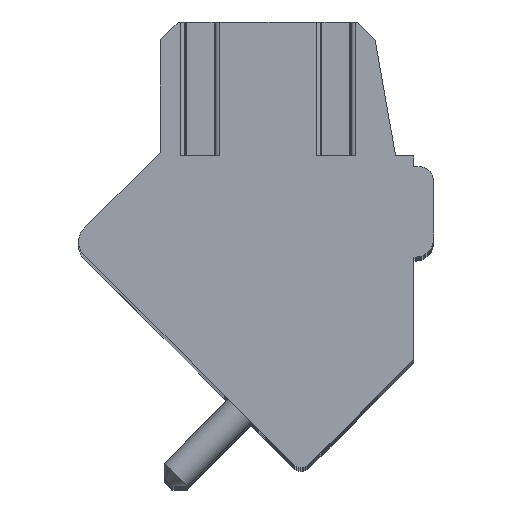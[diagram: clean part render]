
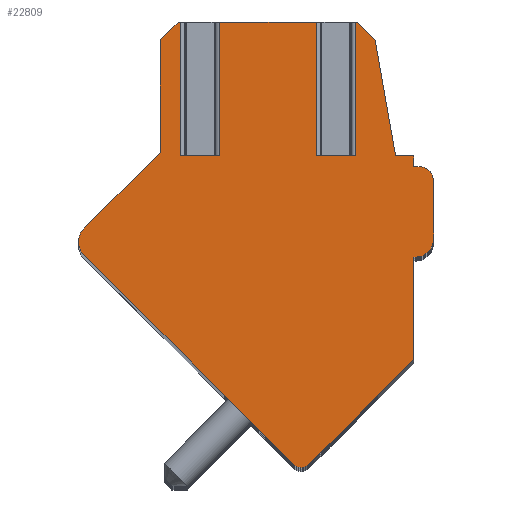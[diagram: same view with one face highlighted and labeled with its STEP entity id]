
A CAD part, top view. The second image highlights one B-rep face of the part: STEP entity #22809.
In plain terms, the highlighted planar face has unit normal (0, 0, 1).
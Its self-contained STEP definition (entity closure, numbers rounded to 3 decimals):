
#2864=DIRECTION('',(0.707,-0.707,0.));
#2865=VECTOR('',#2864,8.2);
#2866=CARTESIAN_POINT('',(-4.761,0.072,1.75));
#2867=LINE('',#2866,#2865);
#3312=DIRECTION('',(1.,0.,0.));
#3313=VECTOR('',#3312,1.07);
#3314=CARTESIAN_POINT('',(1.673,2.8,1.75));
#3315=LINE('',#3314,#3313);
#3316=DIRECTION('',(0.,1.,0.));
#3317=VECTOR('',#3316,3.7);
#3318=CARTESIAN_POINT('',(2.743,2.8,1.75));
#3319=LINE('',#3318,#3317);
#3320=DIRECTION('',(-1.,0.,0.));
#3321=VECTOR('',#3320,0.068);
#3322=CARTESIAN_POINT('',(2.811,6.5,1.75));
#3323=LINE('',#3322,#3321);
#3324=DIRECTION('',(-0.707,0.707,0.));
#3325=VECTOR('',#3324,0.677);
#3326=CARTESIAN_POINT('',(3.29,6.021,1.75));
#3327=LINE('',#3326,#3325);
#3328=DIRECTION('',(-0.174,0.985,0.));
#3329=VECTOR('',#3328,3.271);
#3330=CARTESIAN_POINT('',(3.858,2.8,1.75));
#3331=LINE('',#3330,#3329);
#3332=DIRECTION('',(-1.,0.,0.));
#3333=VECTOR('',#3332,0.5);
#3334=CARTESIAN_POINT('',(4.358,2.8,1.75));
#3335=LINE('',#3334,#3333);
#3336=DIRECTION('',(0.,1.,0.));
#3337=VECTOR('',#3336,0.3);
#3338=CARTESIAN_POINT('',(4.358,2.5,1.75));
#3339=LINE('',#3338,#3337);
#3340=DIRECTION('',(-1.,0.,0.));
#3341=VECTOR('',#3340,0.15);
#3342=CARTESIAN_POINT('',(4.508,2.5,1.75));
#3343=LINE('',#3342,#3341);
#3344=CARTESIAN_POINT('',(4.508,2.1,1.75));
#3345=DIRECTION('',(0.,0.,1.));
#3346=DIRECTION('',(1.,0.,0.));
#3347=AXIS2_PLACEMENT_3D('',#3344,#3345,#3346);
#3349=DIRECTION('',(0.,1.,0.));
#3350=VECTOR('',#3349,1.6);
#3351=CARTESIAN_POINT('',(4.908,0.5,1.75));
#3352=LINE('',#3351,#3350);
#3353=CARTESIAN_POINT('',(4.408,0.5,1.75));
#3354=DIRECTION('',(0.,0.,1.));
#3355=DIRECTION('',(0.,-1.,0.));
#3356=AXIS2_PLACEMENT_3D('',#3353,#3354,#3355);
#3358=DIRECTION('',(1.,0.,0.));
#3359=VECTOR('',#3358,0.05);
#3360=CARTESIAN_POINT('',(4.358,0.,1.75));
#3361=LINE('',#3360,#3359);
#3362=DIRECTION('',(0.,1.,0.));
#3363=VECTOR('',#3362,2.83);
#3364=CARTESIAN_POINT('',(4.358,-2.83,1.75));
#3365=LINE('',#3364,#3363);
#3366=DIRECTION('',(0.707,0.707,0.));
#3367=VECTOR('',#3366,4.096);
#3368=CARTESIAN_POINT('',(1.461,-5.727,1.75));
#3369=LINE('',#3368,#3367);
#3370=CARTESIAN_POINT('',(1.249,-5.515,1.75));
#3371=DIRECTION('',(0.,0.,1.));
#3372=DIRECTION('',(-0.707,-0.707,0.));
#3373=AXIS2_PLACEMENT_3D('',#3370,#3371,#3372);
#3375=CARTESIAN_POINT('',(-4.408,0.425,1.75));
#3376=DIRECTION('',(0.,0.,1.));
#3377=DIRECTION('',(-0.707,0.707,0.));
#3378=AXIS2_PLACEMENT_3D('',#3375,#3376,#3377);
#3380=DIRECTION('',(-0.707,-0.707,0.));
#3381=VECTOR('',#3380,2.997);
#3382=CARTESIAN_POINT('',(-2.642,2.898,1.75));
#3383=LINE('',#3382,#3381);
#3384=DIRECTION('',(0.,-1.,0.));
#3385=VECTOR('',#3384,3.111);
#3386=CARTESIAN_POINT('',(-2.642,6.009,1.75));
#3387=LINE('',#3386,#3385);
#3388=DIRECTION('',(-0.707,-0.707,0.));
#3389=VECTOR('',#3388,0.694);
#3390=CARTESIAN_POINT('',(-2.151,6.5,1.75));
#3391=LINE('',#3390,#3389);
#3392=DIRECTION('',(-1.,0.,0.));
#3393=VECTOR('',#3392,0.074);
#3394=CARTESIAN_POINT('',(-2.077,6.5,1.75));
#3395=LINE('',#3394,#3393);
#3396=DIRECTION('',(0.,1.,0.));
#3397=VECTOR('',#3396,3.7);
#3398=CARTESIAN_POINT('',(-2.077,2.8,1.75));
#3399=LINE('',#3398,#3397);
#3400=DIRECTION('',(1.,0.,0.));
#3401=VECTOR('',#3400,1.07);
#3402=CARTESIAN_POINT('',(-2.077,2.8,1.75));
#3403=LINE('',#3402,#3401);
#3404=DIRECTION('',(0.,1.,0.));
#3405=VECTOR('',#3404,3.7);
#3406=CARTESIAN_POINT('',(-1.007,2.8,1.75));
#3407=LINE('',#3406,#3405);
#3408=DIRECTION('',(-1.,0.,0.));
#3409=VECTOR('',#3408,2.68);
#3410=CARTESIAN_POINT('',(1.673,6.5,1.75));
#3411=LINE('',#3410,#3409);
#3412=DIRECTION('',(0.,1.,0.));
#3413=VECTOR('',#3412,3.7);
#3414=CARTESIAN_POINT('',(1.673,2.8,1.75));
#3415=LINE('',#3414,#3413);
#14897=CARTESIAN_POINT('',(1.673,2.8,1.75));
#14898=CARTESIAN_POINT('',(2.743,2.8,1.75));
#14899=VERTEX_POINT('',#14897);
#14900=VERTEX_POINT('',#14898);
#14901=CARTESIAN_POINT('',(2.743,6.5,1.75));
#14902=VERTEX_POINT('',#14901);
#14903=CARTESIAN_POINT('',(1.673,6.5,1.75));
#14904=VERTEX_POINT('',#14903);
#14917=CARTESIAN_POINT('',(-2.077,2.8,1.75));
#14918=CARTESIAN_POINT('',(-1.007,2.8,1.75));
#14919=VERTEX_POINT('',#14917);
#14920=VERTEX_POINT('',#14918);
#14921=CARTESIAN_POINT('',(-1.007,6.5,1.75));
#14922=VERTEX_POINT('',#14921);
#14923=CARTESIAN_POINT('',(-2.077,6.5,1.75));
#14924=VERTEX_POINT('',#14923);
#15015=CARTESIAN_POINT('',(1.037,-5.727,1.75));
#15016=CARTESIAN_POINT('',(1.461,-5.727,1.75));
#15017=VERTEX_POINT('',#15015);
#15018=VERTEX_POINT('',#15016);
#15019=CARTESIAN_POINT('',(4.358,-2.83,1.75));
#15020=VERTEX_POINT('',#15019);
#15021=CARTESIAN_POINT('',(4.358,0.,1.75));
#15022=VERTEX_POINT('',#15021);
#15023=CARTESIAN_POINT('',(4.408,0.,1.75));
#15024=VERTEX_POINT('',#15023);
#15025=CARTESIAN_POINT('',(4.908,0.5,1.75));
#15026=VERTEX_POINT('',#15025);
#15027=CARTESIAN_POINT('',(4.908,2.1,1.75));
#15028=VERTEX_POINT('',#15027);
#15029=CARTESIAN_POINT('',(4.508,2.5,1.75));
#15030=VERTEX_POINT('',#15029);
#15031=CARTESIAN_POINT('',(4.358,2.5,1.75));
#15032=VERTEX_POINT('',#15031);
#15033=CARTESIAN_POINT('',(4.358,2.8,1.75));
#15034=VERTEX_POINT('',#15033);
#15035=CARTESIAN_POINT('',(3.858,2.8,1.75));
#15036=VERTEX_POINT('',#15035);
#15037=CARTESIAN_POINT('',(3.29,6.021,1.75));
#15038=VERTEX_POINT('',#15037);
#15039=CARTESIAN_POINT('',(2.811,6.5,1.75));
#15040=VERTEX_POINT('',#15039);
#15041=CARTESIAN_POINT('',(-2.151,6.5,1.75));
#15042=CARTESIAN_POINT('',(-2.642,6.009,1.75));
#15043=VERTEX_POINT('',#15041);
#15044=VERTEX_POINT('',#15042);
#15045=CARTESIAN_POINT('',(-4.761,0.779,1.75));
#15046=CARTESIAN_POINT('',(-4.761,0.072,1.75));
#15047=VERTEX_POINT('',#15045);
#15048=VERTEX_POINT('',#15046);
#15053=CARTESIAN_POINT('',(-2.642,2.898,1.75));
#15055=VERTEX_POINT('',#15053);
#22766=CARTESIAN_POINT('',(0.,0.,1.75));
#22767=DIRECTION('',(0.,0.,1.));
#22768=DIRECTION('',(1.,0.,0.));
#22769=AXIS2_PLACEMENT_3D('',#22766,#22767,#22768);
#22770=PLANE('',#22769);
#22772=ORIENTED_EDGE('',*,*,#22771,.T.);
#22774=ORIENTED_EDGE('',*,*,#22773,.T.);
#22775=ORIENTED_EDGE('',*,*,#19152,.F.);
#22776=ORIENTED_EDGE('',*,*,#19422,.F.);
#22777=ORIENTED_EDGE('',*,*,#19436,.F.);
#22778=ORIENTED_EDGE('',*,*,#19450,.F.);
#22779=ORIENTED_EDGE('',*,*,#19607,.F.);
#22780=ORIENTED_EDGE('',*,*,#19623,.F.);
#22781=ORIENTED_EDGE('',*,*,#20310,.F.);
#22782=ORIENTED_EDGE('',*,*,#20592,.F.);
#22783=ORIENTED_EDGE('',*,*,#20874,.F.);
#22784=ORIENTED_EDGE('',*,*,#21156,.F.);
#22785=ORIENTED_EDGE('',*,*,#21445,.F.);
#22786=ORIENTED_EDGE('',*,*,#22167,.F.);
#22787=ORIENTED_EDGE('',*,*,#22401,.F.);
#22788=ORIENTED_EDGE('',*,*,#22218,.F.);
#22790=ORIENTED_EDGE('',*,*,#22789,.F.);
#22792=ORIENTED_EDGE('',*,*,#22791,.F.);
#22794=ORIENTED_EDGE('',*,*,#22793,.F.);
#22796=ORIENTED_EDGE('',*,*,#22795,.F.);
#22797=ORIENTED_EDGE('',*,*,#19184,.F.);
#22799=ORIENTED_EDGE('',*,*,#22798,.F.);
#22801=ORIENTED_EDGE('',*,*,#22800,.T.);
#22803=ORIENTED_EDGE('',*,*,#22802,.T.);
#22804=ORIENTED_EDGE('',*,*,#19168,.F.);
#22806=ORIENTED_EDGE('',*,*,#22805,.F.);
#22807=EDGE_LOOP('',(#22772,#22774,#22775,#22776,#22777,#22778,#22779,#22780,
#22781,#22782,#22783,#22784,#22785,#22786,#22787,#22788,#22790,#22792,#22794,
#22796,#22797,#22799,#22801,#22803,#22804,#22806));
#22808=FACE_OUTER_BOUND('',#22807,.F.);
#3348=CIRCLE('',#3347,0.4);
#3357=CIRCLE('',#3356,0.5);
#3374=CIRCLE('',#3373,0.3);
#3379=CIRCLE('',#3378,0.5);
#19152=EDGE_CURVE('',#15040,#14902,#3323,.T.);
#19168=EDGE_CURVE('',#14904,#14922,#3411,.T.);
#19184=EDGE_CURVE('',#14924,#15043,#3395,.T.);
#19422=EDGE_CURVE('',#15038,#15040,#3327,.T.);
#19436=EDGE_CURVE('',#15036,#15038,#3331,.T.);
#19450=EDGE_CURVE('',#15034,#15036,#3335,.T.);
#19607=EDGE_CURVE('',#15032,#15034,#3339,.T.);
#19623=EDGE_CURVE('',#15030,#15032,#3343,.T.);
#20310=EDGE_CURVE('',#15028,#15030,#3348,.T.);
#20592=EDGE_CURVE('',#15026,#15028,#3352,.T.);
#20874=EDGE_CURVE('',#15024,#15026,#3357,.T.);
#21156=EDGE_CURVE('',#15022,#15024,#3361,.T.);
#21445=EDGE_CURVE('',#15020,#15022,#3365,.T.);
#22167=EDGE_CURVE('',#15018,#15020,#3369,.T.);
#22218=EDGE_CURVE('',#15048,#15017,#2867,.T.);
#22401=EDGE_CURVE('',#15017,#15018,#3374,.T.);
#22771=EDGE_CURVE('',#14899,#14900,#3315,.T.);
#22773=EDGE_CURVE('',#14900,#14902,#3319,.T.);
#22789=EDGE_CURVE('',#15047,#15048,#3379,.T.);
#22791=EDGE_CURVE('',#15055,#15047,#3383,.T.);
#22793=EDGE_CURVE('',#15044,#15055,#3387,.T.);
#22795=EDGE_CURVE('',#15043,#15044,#3391,.T.);
#22798=EDGE_CURVE('',#14919,#14924,#3399,.T.);
#22800=EDGE_CURVE('',#14919,#14920,#3403,.T.);
#22802=EDGE_CURVE('',#14920,#14922,#3407,.T.);
#22805=EDGE_CURVE('',#14899,#14904,#3415,.T.);
#22809=ADVANCED_FACE('',(#22808),#22770,.T.);
